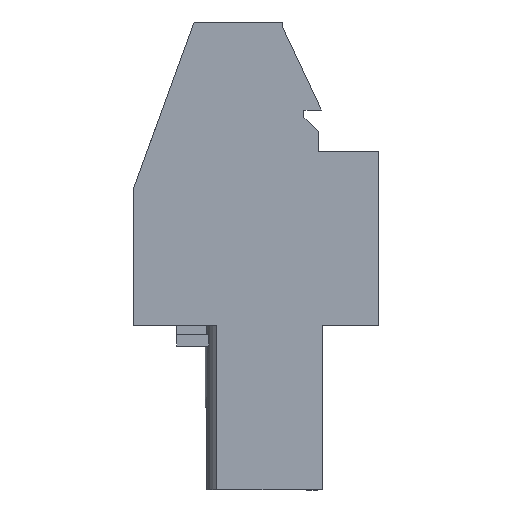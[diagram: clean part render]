
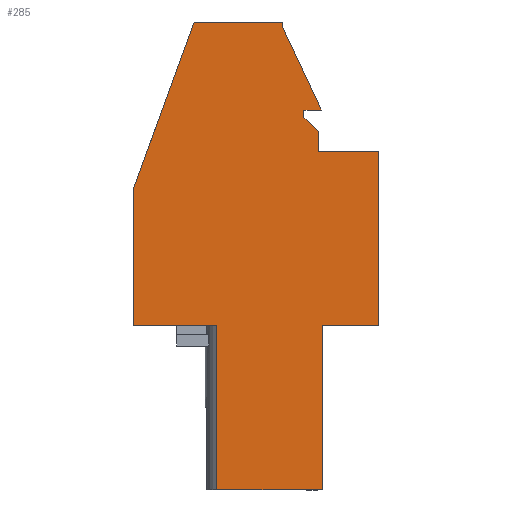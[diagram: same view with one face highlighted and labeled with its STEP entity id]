
A CAD part, left-side view. The second image highlights one B-rep face of the part: STEP entity #285.
In plain terms, the highlighted planar face has unit normal (-1, 0, 0).
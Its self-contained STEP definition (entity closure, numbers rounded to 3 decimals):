
#169=AXIS2_PLACEMENT_3D('Plane Axis2P3D',#166,#167,#168) ;
#49=CARTESIAN_POINT('Vertex',(0.,2.711,7.95)) ;
#52=CARTESIAN_POINT('Line Origine',(0.,2.711,3.975)) ;
#56=CARTESIAN_POINT('Vertex',(0.,2.711,0.)) ;
#141=CARTESIAN_POINT('Vertex',(0.,0.,7.95)) ;
#144=CARTESIAN_POINT('Line Origine',(0.,1.356,7.95)) ;
#166=CARTESIAN_POINT('Axis2P3D Location',(0.,12.132,0.)) ;
#171=CARTESIAN_POINT('Line Origine',(0.,5.261,0.)) ;
#175=CARTESIAN_POINT('Vertex',(0.,7.811,0.)) ;
#178=CARTESIAN_POINT('Line Origine',(0.,0.,12.15)) ;
#182=CARTESIAN_POINT('Vertex',(0.,0.,16.35)) ;
#185=CARTESIAN_POINT('Line Origine',(0.,1.45,16.35)) ;
#189=CARTESIAN_POINT('Vertex',(0.,2.9,16.35)) ;
#192=CARTESIAN_POINT('Line Origine',(0.,2.9,16.825)) ;
#196=CARTESIAN_POINT('Vertex',(0.,2.9,17.3)) ;
#199=CARTESIAN_POINT('Line Origine',(0.,3.25,17.65)) ;
#203=CARTESIAN_POINT('Vertex',(0.,3.6,18.)) ;
#206=CARTESIAN_POINT('Line Origine',(0.,3.6,18.175)) ;
#210=CARTESIAN_POINT('Vertex',(0.,3.6,18.35)) ;
#213=CARTESIAN_POINT('Line Origine',(0.,3.18,18.35)) ;
#217=CARTESIAN_POINT('Vertex',(0.,2.76,18.35)) ;
#220=CARTESIAN_POINT('Line Origine',(0.,3.704,20.375)) ;
#224=CARTESIAN_POINT('Vertex',(0.,4.649,22.4)) ;
#227=CARTESIAN_POINT('Line Origine',(0.,4.649,22.5)) ;
#231=CARTESIAN_POINT('Vertex',(0.,4.649,22.6)) ;
#234=CARTESIAN_POINT('Line Origine',(0.,6.778,22.6)) ;
#238=CARTESIAN_POINT('Vertex',(0.,8.908,22.6)) ;
#241=CARTESIAN_POINT('Line Origine',(0.,10.369,18.586)) ;
#245=CARTESIAN_POINT('Vertex',(0.,11.83,14.572)) ;
#248=CARTESIAN_POINT('Line Origine',(0.,11.83,11.261)) ;
#252=CARTESIAN_POINT('Vertex',(0.,11.83,7.95)) ;
#255=CARTESIAN_POINT('Line Origine',(0.,9.821,7.95)) ;
#259=CARTESIAN_POINT('Vertex',(0.,7.811,7.95)) ;
#262=CARTESIAN_POINT('Line Origine',(0.,7.811,3.975)) ;
#53=DIRECTION('Vector Direction',(0.,0.,1.)) ;
#145=DIRECTION('Vector Direction',(0.,1.,0.)) ;
#167=DIRECTION('Axis2P3D Direction',(-1.,0.,0.)) ;
#168=DIRECTION('Axis2P3D XDirection',(0.,-1.,0.)) ;
#172=DIRECTION('Vector Direction',(0.,1.,0.)) ;
#179=DIRECTION('Vector Direction',(0.,0.,1.)) ;
#186=DIRECTION('Vector Direction',(0.,1.,0.)) ;
#193=DIRECTION('Vector Direction',(0.,0.,1.)) ;
#200=DIRECTION('Vector Direction',(0.,0.707,0.707)) ;
#207=DIRECTION('Vector Direction',(0.,0.,1.)) ;
#214=DIRECTION('Vector Direction',(0.,-1.,0.)) ;
#221=DIRECTION('Vector Direction',(0.,0.423,0.906)) ;
#228=DIRECTION('Vector Direction',(0.,0.,1.)) ;
#235=DIRECTION('Vector Direction',(0.,1.,0.)) ;
#242=DIRECTION('Vector Direction',(0.,0.342,-0.94)) ;
#249=DIRECTION('Vector Direction',(0.,0.,1.)) ;
#256=DIRECTION('Vector Direction',(0.,-1.,0.)) ;
#263=DIRECTION('Vector Direction',(0.,0.,-1.)) ;
#54=VECTOR('Line Direction',#53,1.) ;
#146=VECTOR('Line Direction',#145,1.) ;
#173=VECTOR('Line Direction',#172,1.) ;
#180=VECTOR('Line Direction',#179,1.) ;
#187=VECTOR('Line Direction',#186,1.) ;
#194=VECTOR('Line Direction',#193,1.) ;
#201=VECTOR('Line Direction',#200,1.) ;
#208=VECTOR('Line Direction',#207,1.) ;
#215=VECTOR('Line Direction',#214,1.) ;
#222=VECTOR('Line Direction',#221,1.) ;
#229=VECTOR('Line Direction',#228,1.) ;
#236=VECTOR('Line Direction',#235,1.) ;
#243=VECTOR('Line Direction',#242,1.) ;
#250=VECTOR('Line Direction',#249,1.) ;
#257=VECTOR('Line Direction',#256,1.) ;
#264=VECTOR('Line Direction',#263,1.) ;
#268=ORIENTED_EDGE('',*,*,#177,.T.) ;
#269=ORIENTED_EDGE('',*,*,#58,.T.) ;
#270=ORIENTED_EDGE('',*,*,#148,.T.) ;
#271=ORIENTED_EDGE('',*,*,#184,.T.) ;
#272=ORIENTED_EDGE('',*,*,#191,.T.) ;
#273=ORIENTED_EDGE('',*,*,#198,.T.) ;
#274=ORIENTED_EDGE('',*,*,#205,.T.) ;
#275=ORIENTED_EDGE('',*,*,#212,.T.) ;
#276=ORIENTED_EDGE('',*,*,#219,.T.) ;
#277=ORIENTED_EDGE('',*,*,#226,.T.) ;
#278=ORIENTED_EDGE('',*,*,#233,.T.) ;
#279=ORIENTED_EDGE('',*,*,#240,.T.) ;
#280=ORIENTED_EDGE('',*,*,#247,.T.) ;
#281=ORIENTED_EDGE('',*,*,#254,.T.) ;
#282=ORIENTED_EDGE('',*,*,#261,.F.) ;
#283=ORIENTED_EDGE('',*,*,#266,.T.) ;
#285=ADVANCED_FACE('HOUSING',(#284),#170,.T.) ;
#58=EDGE_CURVE('',#57,#50,#55,.T.) ;
#148=EDGE_CURVE('',#50,#142,#147,.F.) ;
#177=EDGE_CURVE('',#176,#57,#174,.F.) ;
#184=EDGE_CURVE('',#142,#183,#181,.T.) ;
#191=EDGE_CURVE('',#183,#190,#188,.T.) ;
#198=EDGE_CURVE('',#190,#197,#195,.T.) ;
#205=EDGE_CURVE('',#197,#204,#202,.T.) ;
#212=EDGE_CURVE('',#204,#211,#209,.T.) ;
#219=EDGE_CURVE('',#211,#218,#216,.T.) ;
#226=EDGE_CURVE('',#218,#225,#223,.T.) ;
#233=EDGE_CURVE('',#225,#232,#230,.T.) ;
#240=EDGE_CURVE('',#232,#239,#237,.T.) ;
#247=EDGE_CURVE('',#239,#246,#244,.T.) ;
#254=EDGE_CURVE('',#246,#253,#251,.F.) ;
#261=EDGE_CURVE('',#260,#253,#258,.F.) ;
#266=EDGE_CURVE('',#260,#176,#265,.T.) ;
#267=EDGE_LOOP('',(#268,#269,#270,#271,#272,#273,#274,#275,#276,#277,#278,#279,#280,#281,#282,#283)) ;
#284=FACE_OUTER_BOUND('',#267,.T.) ;
#55=LINE('Line',#52,#54) ;
#147=LINE('Line',#144,#146) ;
#174=LINE('Line',#171,#173) ;
#181=LINE('Line',#178,#180) ;
#188=LINE('Line',#185,#187) ;
#195=LINE('Line',#192,#194) ;
#202=LINE('Line',#199,#201) ;
#209=LINE('Line',#206,#208) ;
#216=LINE('Line',#213,#215) ;
#223=LINE('Line',#220,#222) ;
#230=LINE('Line',#227,#229) ;
#237=LINE('Line',#234,#236) ;
#244=LINE('Line',#241,#243) ;
#251=LINE('Line',#248,#250) ;
#258=LINE('Line',#255,#257) ;
#265=LINE('Line',#262,#264) ;
#170=PLANE('',#169) ;
#50=VERTEX_POINT('',#49) ;
#57=VERTEX_POINT('',#56) ;
#142=VERTEX_POINT('',#141) ;
#176=VERTEX_POINT('',#175) ;
#183=VERTEX_POINT('',#182) ;
#190=VERTEX_POINT('',#189) ;
#197=VERTEX_POINT('',#196) ;
#204=VERTEX_POINT('',#203) ;
#211=VERTEX_POINT('',#210) ;
#218=VERTEX_POINT('',#217) ;
#225=VERTEX_POINT('',#224) ;
#232=VERTEX_POINT('',#231) ;
#239=VERTEX_POINT('',#238) ;
#246=VERTEX_POINT('',#245) ;
#253=VERTEX_POINT('',#252) ;
#260=VERTEX_POINT('',#259) ;
